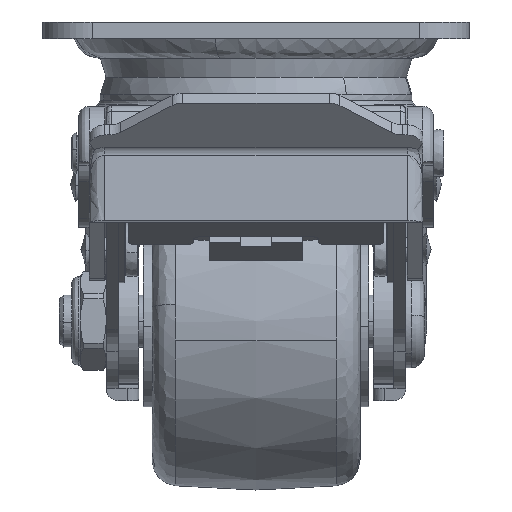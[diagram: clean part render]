
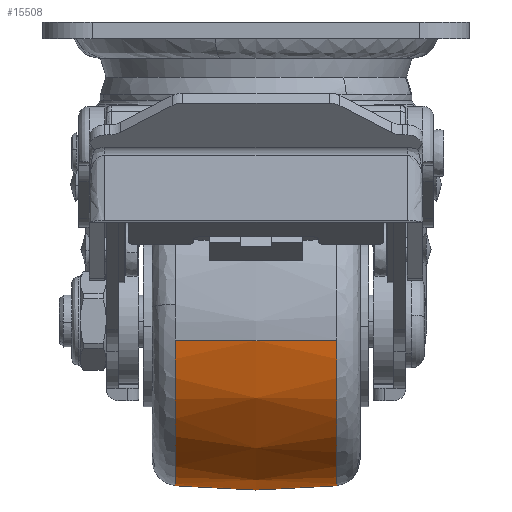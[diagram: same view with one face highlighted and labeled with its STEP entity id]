
A CAD part, left-side view. The second image highlights one B-rep face of the part: STEP entity #15508.
In plain terms, the highlighted free-form (B-spline) face has degree [2, 2] with [3, 5] control points.
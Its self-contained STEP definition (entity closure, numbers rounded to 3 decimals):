
#15004=CARTESIAN_POINT('',(0.0,15.517,-89.195));
#15005=VERTEX_POINT('',#15004);
#15019=CARTESIAN_POINT('',(-31.483,15.517,-61.16));
#15020=VERTEX_POINT('',#15019);
#15021=CARTESIAN_POINT('',(0.0,15.517,-89.195));
#15022=CARTESIAN_POINT('',(-28.224,15.517,-89.195));
#15023=CARTESIAN_POINT('',(-31.483,15.517,-61.16));
#15031=(BOUNDED_CURVE()B_SPLINE_CURVE(2,(#15021,#15022,#15023),.UNSPECIFIED.,.F.,.U.)B_SPLINE_CURVE_WITH_KNOTS((3,3),(0.5,0.73),.UNSPECIFIED.)CURVE()GEOMETRIC_REPRESENTATION_ITEM()RATIONAL_B_SPLINE_CURVE((1.0,0.731,0.957))REPRESENTATION_ITEM(''));
#15032=EDGE_CURVE('',#15005,#15020,#15031,.T.);
#15215=CARTESIAN_POINT('',(0.0,-15.517,-89.195));
#15216=VERTEX_POINT('',#15215);
#15322=CARTESIAN_POINT('',(-31.483,-15.517,-61.16));
#15323=VERTEX_POINT('',#15322);
#15339=CARTESIAN_POINT('',(0.0,-15.517,-89.195));
#15340=CARTESIAN_POINT('',(-28.224,-15.517,-89.195));
#15341=CARTESIAN_POINT('',(-31.483,-15.517,-61.16));
#15349=(BOUNDED_CURVE()B_SPLINE_CURVE(2,(#15339,#15340,#15341),.UNSPECIFIED.,.F.,.U.)B_SPLINE_CURVE_WITH_KNOTS((3,3),(0.5,0.73),.UNSPECIFIED.)CURVE()GEOMETRIC_REPRESENTATION_ITEM()RATIONAL_B_SPLINE_CURVE((1.0,0.731,0.957))REPRESENTATION_ITEM(''));
#15350=EDGE_CURVE('',#15216,#15323,#15349,.T.);
#15444=CARTESIAN_POINT('',(-31.483,15.517,-61.16));
#15445=CARTESIAN_POINT('',(-33.086,0.,-61.346));
#15446=CARTESIAN_POINT('',(-31.483,-15.517,-61.16));
#15454=(BOUNDED_CURVE()B_SPLINE_CURVE(2,(#15444,#15445,#15446),.UNSPECIFIED.,.F.,.U.)B_SPLINE_CURVE_WITH_KNOTS((3,3),(0.426,0.574),.UNSPECIFIED.)CURVE()GEOMETRIC_REPRESENTATION_ITEM()RATIONAL_B_SPLINE_CURVE((0.856,0.851,0.856))REPRESENTATION_ITEM(''));
#15455=EDGE_CURVE('',#15020,#15323,#15454,.T.);
#15461=CARTESIAN_POINT('',(0.0,15.517,-89.195));
#15462=CARTESIAN_POINT('',(0.0,0.,-90.809));
#15463=CARTESIAN_POINT('',(0.0,-15.517,-89.195));
#15471=(BOUNDED_CURVE()B_SPLINE_CURVE(2,(#15461,#15462,#15463),.UNSPECIFIED.,.F.,.U.)B_SPLINE_CURVE_WITH_KNOTS((3,3),(0.426,0.574),.UNSPECIFIED.)CURVE()GEOMETRIC_REPRESENTATION_ITEM()RATIONAL_B_SPLINE_CURVE((0.894,0.889,0.894))REPRESENTATION_ITEM(''));
#15472=EDGE_CURVE('',#15005,#15216,#15471,.T.);
#15479=CARTESIAN_POINT('',(0.205,17.058,-89.027));
#15480=CARTESIAN_POINT('',(0.217,0.,-90.979));
#15481=CARTESIAN_POINT('',(0.205,-17.058,-89.027));
#15482=CARTESIAN_POINT('',(0.102,17.058,-89.027));
#15483=CARTESIAN_POINT('',(0.109,0.,-90.979));
#15484=CARTESIAN_POINT('',(0.102,-17.058,-89.027));
#15485=CARTESIAN_POINT('',(-28.074,17.058,-89.027));
#15486=CARTESIAN_POINT('',(-29.813,0.,-90.979));
#15487=CARTESIAN_POINT('',(-28.074,-17.058,-89.027));
#15488=CARTESIAN_POINT('',(-31.328,17.058,-61.034));
#15489=CARTESIAN_POINT('',(-33.269,0.,-61.253));
#15490=CARTESIAN_POINT('',(-31.328,-17.058,-61.034));
#15491=CARTESIAN_POINT('',(-31.341,17.058,-60.928));
#15492=CARTESIAN_POINT('',(-33.282,0.,-61.14));
#15493=CARTESIAN_POINT('',(-31.341,-17.058,-60.928));
#15501=(BOUNDED_SURFACE()B_SPLINE_SURFACE(2,2,((#15479,#15482,#15485,#15488,#15491),(#15480,#15483,#15486,#15489,#15492),(#15481,#15484,#15487,#15490,#15493)),.UNSPECIFIED.,.F.,.F.,.U.)B_SPLINE_SURFACE_WITH_KNOTS((3,3),(3,1,1,3),(0.0,34.227),(0.0,0.247,49.733,49.981),.UNSPECIFIED.)GEOMETRIC_REPRESENTATION_ITEM()RATIONAL_B_SPLINE_SURFACE(((0.897,0.896,0.654,0.857,0.858),(0.891,0.89,0.649,0.851,0.852),(0.897,0.896,0.654,0.857,0.858)))REPRESENTATION_ITEM('')SURFACE());
#15502=ORIENTED_EDGE('',*,*,#15032,.F.);
#15503=ORIENTED_EDGE('',*,*,#15472,.T.);
#15504=ORIENTED_EDGE('',*,*,#15350,.T.);
#15505=ORIENTED_EDGE('',*,*,#15455,.F.);
#15506=EDGE_LOOP('',(#15502,#15503,#15504,#15505));
#15507=FACE_OUTER_BOUND('',#15506,.T.);
#15508=ADVANCED_FACE('',(#15507),#15501,.T.);
